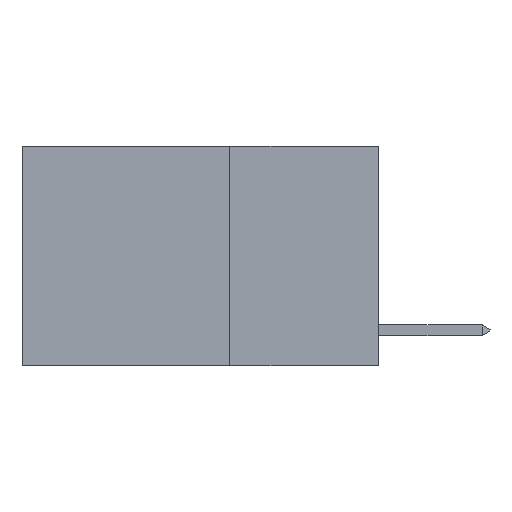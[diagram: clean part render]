
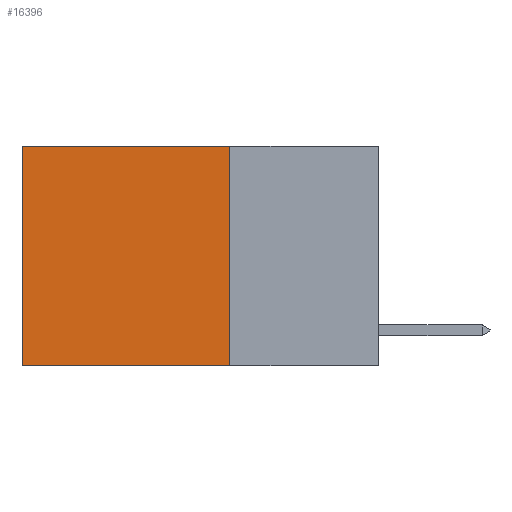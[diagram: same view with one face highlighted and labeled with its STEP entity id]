
A CAD part, left-side view. The second image highlights one B-rep face of the part: STEP entity #16396.
In plain terms, the highlighted planar face has unit normal (-1, 0, 0).
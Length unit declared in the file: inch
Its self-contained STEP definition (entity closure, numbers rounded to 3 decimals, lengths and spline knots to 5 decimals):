
#580 = DIRECTION ( 'NONE',  ( 0., 0., -1. ) ) ;
#2119 = PLANE ( 'NONE',  #5811 ) ;
#2352 = LINE ( 'NONE', #17627, #13225 ) ;
#2420 = ORIENTED_EDGE ( 'NONE', *, *, #8210, .F. ) ;
#3625 = DIRECTION ( 'NONE',  ( 1., 0., 0. ) ) ;
#4823 = EDGE_CURVE ( 'NONE', #8767, #12029, #13618, .T. ) ;
#5740 = CARTESIAN_POINT ( 'NONE',  ( 0.2625, 0.25, -0.37 ) ) ;
#5811 = AXIS2_PLACEMENT_3D ( 'NONE', #12491, #3625, #13930 ) ;
#6964 = EDGE_CURVE ( 'NONE', #17777, #12029, #8736, .T. ) ;
#7113 = CARTESIAN_POINT ( 'NONE',  ( 0.2625, 0.6, -0.37 ) ) ;
#7241 = DIRECTION ( 'NONE',  ( 0., 1., 0. ) ) ;
#7490 = EDGE_CURVE ( 'NONE', #15674, #17777, #2352, .T. ) ;
#8077 = EDGE_LOOP ( 'NONE', ( #18610, #9380, #2420, #14291 ) ) ;
#8083 = CARTESIAN_POINT ( 'NONE',  ( 0.2625, 0.25, 0. ) ) ;
#8210 = EDGE_CURVE ( 'NONE', #15674, #8767, #16088, .T. ) ;
#8736 = LINE ( 'NONE', #11807, #12095 ) ;
#8767 = VERTEX_POINT ( 'NONE', #18062 ) ;
#8917 = VECTOR ( 'NONE', #580, 39.37008 ) ;
#9380 = ORIENTED_EDGE ( 'NONE', *, *, #4823, .F. ) ;
#11047 = CARTESIAN_POINT ( 'NONE',  ( 0.2625, 0.6, 0. ) ) ;
#11807 = CARTESIAN_POINT ( 'NONE',  ( 0.2625, 0.6, 0. ) ) ;
#11826 = VECTOR ( 'NONE', #7241, 39.37008 ) ;
#12029 = VERTEX_POINT ( 'NONE', #7113 ) ;
#12095 = VECTOR ( 'NONE', #13260, 39.37008 ) ;
#12491 = CARTESIAN_POINT ( 'NONE',  ( 0.2625, 0.25, 0. ) ) ;
#13225 = VECTOR ( 'NONE', #16234, 39.37008 ) ;
#13260 = DIRECTION ( 'NONE',  ( 0., 0., -1. ) ) ;
#13618 = LINE ( 'NONE', #5740, #11826 ) ;
#13930 = DIRECTION ( 'NONE',  ( 0., 0., -1. ) ) ;
#14291 = ORIENTED_EDGE ( 'NONE', *, *, #7490, .T. ) ;
#15674 = VERTEX_POINT ( 'NONE', #17793 ) ;
#16088 = LINE ( 'NONE', #8083, #8917 ) ;
#16234 = DIRECTION ( 'NONE',  ( 0., 1., 0. ) ) ;
#16396 = ADVANCED_FACE ( 'NONE', ( #16779 ), #2119, .F. ) ;
#16779 = FACE_OUTER_BOUND ( 'NONE', #8077, .T. ) ;
#17627 = CARTESIAN_POINT ( 'NONE',  ( 0.2625, 0.25, 0. ) ) ;
#17777 = VERTEX_POINT ( 'NONE', #11047 ) ;
#17793 = CARTESIAN_POINT ( 'NONE',  ( 0.2625, 0.25, 0. ) ) ;
#18062 = CARTESIAN_POINT ( 'NONE',  ( 0.2625, 0.25, -0.37 ) ) ;
#18610 = ORIENTED_EDGE ( 'NONE', *, *, #6964, .T. ) ;
